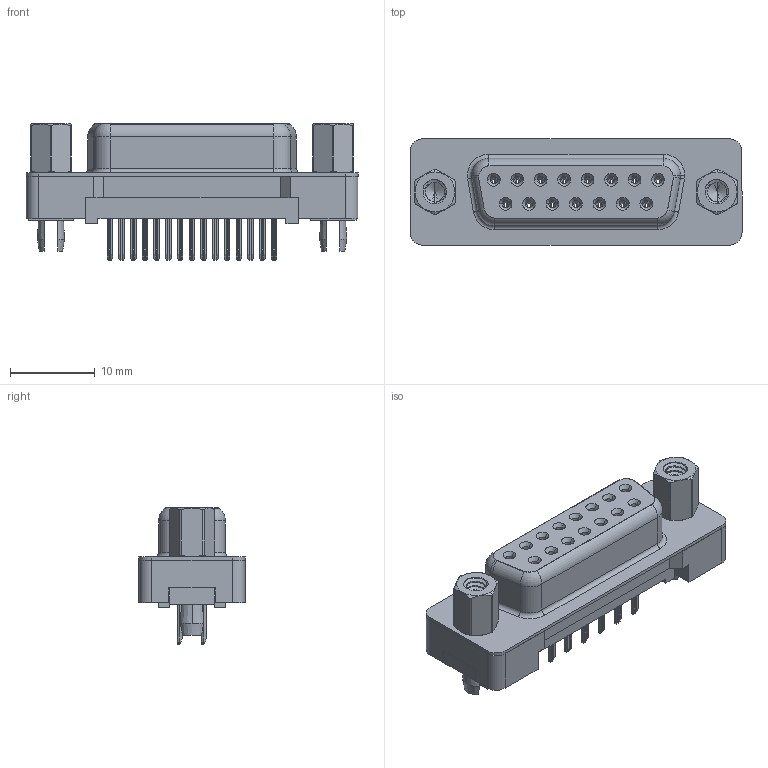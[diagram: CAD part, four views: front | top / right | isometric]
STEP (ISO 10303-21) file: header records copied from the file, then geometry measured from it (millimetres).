
FILE_DESCRIPTION (( 'STEP AP203' ), '1' );
FILE_NAME ('628-015-224-017.STEP', '2020-07-15T23:08:02', ( '' ), ( '' ), 'SwSTEP 2.0', 'SolidWorks 2020', '' );
FILE_SCHEMA (( 'CONFIG_CONTROL_DESIGN' ));
Length unit declared in the file: millimetre
Products named in the file (7): 628 PB Shell_15 Contacts; 628 PB 4-40 Threaded Rivet with Boardlock; 628 4-40 Hex Standoff; 628 PB Contact Row 1_24; 628-015-224-017; 628 PB Contact Row 2_24; 628 Plastic Body Housing_15 Contacts
Assembly tree (21 placements, depth 2):
  628-015-224-017
    628 Plastic Body Housing_15 Contacts
    628 PB Shell_15 Contacts
    628 PB Contact Row 1_24  x8
    628 PB Contact Row 2_24  x7
    628 4-40 Hex Standoff  x2
    628 PB 4-40 Threaded Rivet with Boardlock  x2
Bounding box: 39.2 x 12.55 x 16.1 mm (x, y, z)
Volume: 2707.3 mm3; surface area: 6589.1 mm2
Topology: 21 solids, 21 shells, 1497 faces, 3685 edges, 2258 vertices
Faces by surface type: plane 596, cylinder 410, bspline 258, cone 117, torus 116
Entity records: 21518 total; most frequent: CARTESIAN_POINT 7738, ORIENTED_EDGE 2704, DIRECTION 2528, EDGE_CURVE 1352, AXIS2_PLACEMENT_3D 888, VERTEX_POINT 850, VECTOR 752, LINE 752
